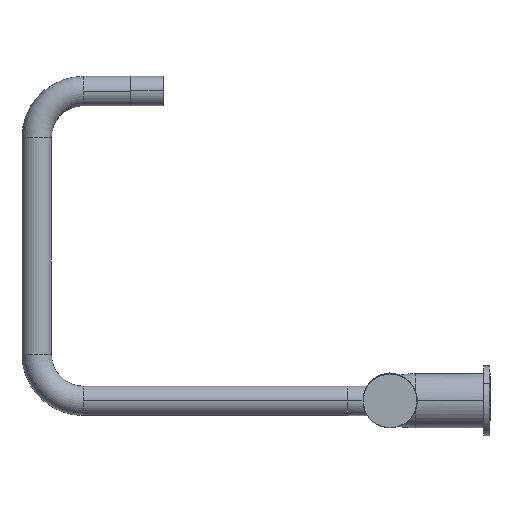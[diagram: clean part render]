
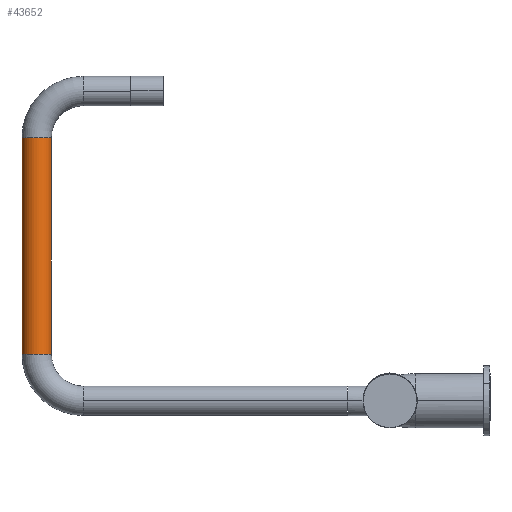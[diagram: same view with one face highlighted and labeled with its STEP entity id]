
A CAD part, left-side view. The second image highlights one B-rep face of the part: STEP entity #43652.
In plain terms, the highlighted cylindrical face has radius 9.5 mm (diameter 19 mm), a partial arc.
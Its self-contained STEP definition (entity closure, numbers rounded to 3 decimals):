
#1081 = CARTESIAN_POINT ( 'NONE',  ( 0.034, 279.2, 30. ) ) ;
#2771 = CARTESIAN_POINT ( 'NONE',  ( 0.034, 298.2, 30. ) ) ;
#3161 = CARTESIAN_POINT ( 'NONE',  ( 0.034, 298.2, 30. ) ) ;
#11251 = DIRECTION ( 'NONE',  ( 0.001, 0., 1. ) ) ;
#11340 = ORIENTED_EDGE ( 'NONE', *, *, #15687, .T. ) ;
#13927 = EDGE_CURVE ( 'NONE', #55012, #34764, #69702, .T. ) ;
#14304 = DIRECTION ( 'NONE',  ( 1., 0., -0.001 ) ) ;
#15687 = EDGE_CURVE ( 'NONE', #57050, #55012, #27202, .T. ) ;
#17512 = VERTEX_POINT ( 'NONE', #69841 ) ;
#19956 = EDGE_LOOP ( 'NONE', ( #64301, #11340, #29800, #68374 ) ) ;
#27202 = CIRCLE ( 'NONE', #60095, 9.5 ) ;
#27270 = VECTOR ( 'NONE', #63488, 1000. ) ;
#27305 = AXIS2_PLACEMENT_3D ( 'NONE', #30496, #58842, #14304 ) ;
#29800 = ORIENTED_EDGE ( 'NONE', *, *, #13927, .T. ) ;
#30496 = CARTESIAN_POINT ( 'NONE',  ( 0.194, 288.7, 170. ) ) ;
#33690 = DIRECTION ( 'NONE',  ( 1., 0., -0.001 ) ) ;
#34339 = CIRCLE ( 'NONE', #27305, 9.5 ) ;
#34764 = VERTEX_POINT ( 'NONE', #46986 ) ;
#39713 = DIRECTION ( 'NONE',  ( 0.001, 0., 1. ) ) ;
#41414 = LINE ( 'NONE', #2771, #27270 ) ;
#43652 = ADVANCED_FACE ( 'NONE', ( #55577 ), #49308, .T. ) ;
#46986 = CARTESIAN_POINT ( 'NONE',  ( 0.194, 279.2, 170. ) ) ;
#49308 = CYLINDRICAL_SURFACE ( 'NONE', #69763, 9.5 ) ;
#51263 = EDGE_CURVE ( 'NONE', #57050, #17512, #41414, .T. ) ;
#55012 = VERTEX_POINT ( 'NONE', #1081 ) ;
#55577 = FACE_OUTER_BOUND ( 'NONE', #19956, .T. ) ;
#57050 = VERTEX_POINT ( 'NONE', #3161 ) ;
#57549 = DIRECTION ( 'NONE',  ( 0.001, 0., 1. ) ) ;
#58644 = CARTESIAN_POINT ( 'NONE',  ( 0.034, 279.2, 30. ) ) ;
#58842 = DIRECTION ( 'NONE',  ( 0.001, 0., 1. ) ) ;
#60095 = AXIS2_PLACEMENT_3D ( 'NONE', #67184, #11251, #33690 ) ;
#63488 = DIRECTION ( 'NONE',  ( 0.001, 0., 1. ) ) ;
#64301 = ORIENTED_EDGE ( 'NONE', *, *, #51263, .F. ) ;
#66269 = DIRECTION ( 'NONE',  ( 0., -1., 0. ) ) ;
#66964 = CARTESIAN_POINT ( 'NONE',  ( 0.034, 288.7, 30. ) ) ;
#67184 = CARTESIAN_POINT ( 'NONE',  ( 0.034, 288.7, 30. ) ) ;
#68374 = ORIENTED_EDGE ( 'NONE', *, *, #70169, .F. ) ;
#69702 = LINE ( 'NONE', #58644, #71719 ) ;
#69763 = AXIS2_PLACEMENT_3D ( 'NONE', #66964, #39713, #66269 ) ;
#69841 = CARTESIAN_POINT ( 'NONE',  ( 0.194, 298.2, 170. ) ) ;
#70169 = EDGE_CURVE ( 'NONE', #17512, #34764, #34339, .T. ) ;
#71719 = VECTOR ( 'NONE', #57549, 1000. ) ;
